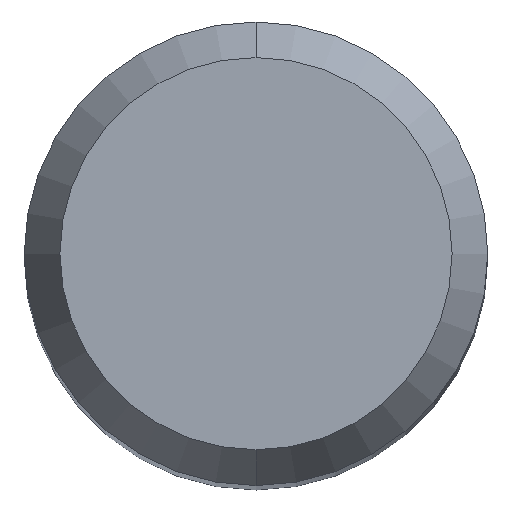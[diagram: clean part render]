
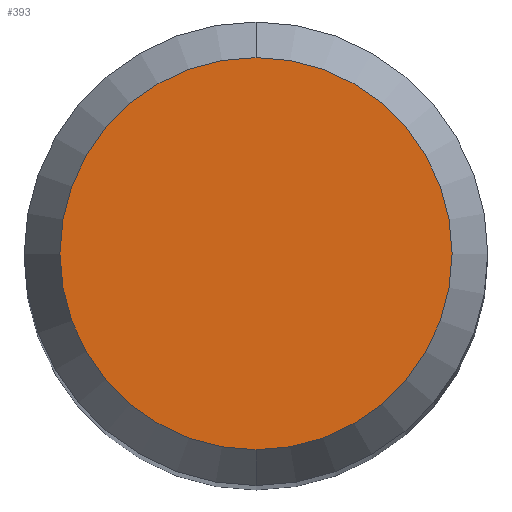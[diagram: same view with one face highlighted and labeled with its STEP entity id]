
A CAD part, top view. The second image highlights one B-rep face of the part: STEP entity #393.
In plain terms, the highlighted planar face has unit normal (0, 0, 1).
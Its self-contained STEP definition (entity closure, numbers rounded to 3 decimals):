
#251=VERTEX_POINT('',#553);
#331=EDGE_CURVE('',#439,#251,#642,.T.);
#393=ADVANCED_FACE('',(#707),#708,.T.);
#399=EDGE_CURVE('',#251,#439,#715,.T.);
#439=VERTEX_POINT('',#758);
#553=CARTESIAN_POINT('',(0.0,2.538,0.0));
#642=CIRCLE('',#1144,2.538);
#707=FACE_OUTER_BOUND('',#1293,.T.);
#708=PLANE('',#1294);
#715=CIRCLE('',#1304,2.538);
#758=CARTESIAN_POINT('',(0.,-2.538,0.0));
#1144=AXIS2_PLACEMENT_3D('',#1605,#1606,#1607);
#1293=EDGE_LOOP('',(#1657,#1658));
#1294=AXIS2_PLACEMENT_3D('',#1659,#1660,#1661);
#1304=AXIS2_PLACEMENT_3D('',#1670,#1671,#1672);
#1605=CARTESIAN_POINT('',(0.0,0.0,0.0));
#1606=DIRECTION('',(0.0,0.0,-1.0));
#1607=DIRECTION('',(0.0,1.0,0.0));
#1657=ORIENTED_EDGE('',*,*,#399,.F.);
#1658=ORIENTED_EDGE('',*,*,#331,.F.);
#1659=CARTESIAN_POINT('',(0.0,1.269,0.0));
#1660=DIRECTION('',(-0.0,0.0,1.0));
#1661=DIRECTION('',(0.0,-1.0,0.0));
#1670=CARTESIAN_POINT('',(0.0,0.0,0.0));
#1671=DIRECTION('',(0.0,0.0,-1.0));
#1672=DIRECTION('',(0.0,1.0,0.0));
